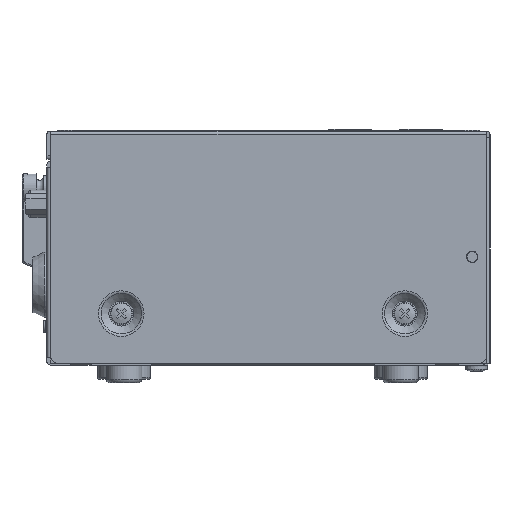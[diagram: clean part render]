
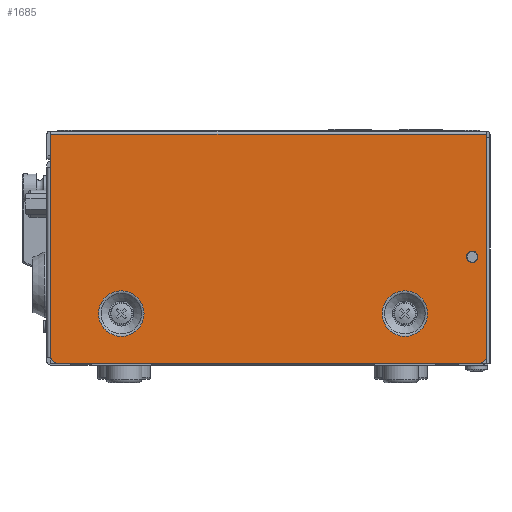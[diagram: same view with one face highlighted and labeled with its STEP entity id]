
A CAD part, left-side view. The second image highlights one B-rep face of the part: STEP entity #1685.
In plain terms, the highlighted planar face has unit normal (-1, 0, 0).
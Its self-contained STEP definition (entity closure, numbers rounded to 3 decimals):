
#1685 = ADVANCED_FACE( '', ( #4384, #4385, #4386, #4387 ), #4388, .F. );
#4384 = FACE_BOUND( '', #8400, .T. );
#4385 = FACE_BOUND( '', #8401, .T. );
#4386 = FACE_BOUND( '', #8402, .T. );
#4387 = FACE_OUTER_BOUND( '', #8403, .T. );
#4388 = PLANE( '', #8404 );
#8400 = EDGE_LOOP( '', ( #14287 ) );
#8401 = EDGE_LOOP( '', ( #14288 ) );
#8402 = EDGE_LOOP( '', ( #14289 ) );
#8403 = EDGE_LOOP( '', ( #14290, #14291, #14292, #14293, #14294, #14295 ) );
#8404 = AXIS2_PLACEMENT_3D( '', #14296, #14297, #14298 );
#14287 = ORIENTED_EDGE( '', *, *, #23342, .T. );
#14288 = ORIENTED_EDGE( '', *, *, #23343, .F. );
#14289 = ORIENTED_EDGE( '', *, *, #23012, .F. );
#14290 = ORIENTED_EDGE( '', *, *, #23344, .T. );
#14291 = ORIENTED_EDGE( '', *, *, #22281, .F. );
#14292 = ORIENTED_EDGE( '', *, *, #23345, .F. );
#14293 = ORIENTED_EDGE( '', *, *, #23142, .T. );
#14294 = ORIENTED_EDGE( '', *, *, #23346, .F. );
#14295 = ORIENTED_EDGE( '', *, *, #23347, .T. );
#14296 = CARTESIAN_POINT( '', ( -6., -8., 56.4 ) );
#14297 = DIRECTION( '', ( 1., 0., 0. ) );
#14298 = DIRECTION( '', ( 0., 1., 0. ) );
#22281 = EDGE_CURVE( '', #26272, #26275, #26276, .T. );
#23012 = EDGE_CURVE( '', #27540, #27540, #27541, .T. );
#23142 = EDGE_CURVE( '', #27754, #27756, #27758, .T. );
#23342 = EDGE_CURVE( '', #28074, #28074, #28075, .T. );
#23343 = EDGE_CURVE( '', #28076, #28076, #28077, .T. );
#23344 = EDGE_CURVE( '', #28078, #26275, #28079, .T. );
#23345 = EDGE_CURVE( '', #27754, #26272, #28080, .T. );
#23346 = EDGE_CURVE( '', #28081, #27756, #28082, .T. );
#23347 = EDGE_CURVE( '', #28081, #28078, #28083, .T. );
#26272 = VERTEX_POINT( '', #32054 );
#26275 = VERTEX_POINT( '', #32058 );
#26276 = CIRCLE( '', #32059, 2. );
#27540 = VERTEX_POINT( '', #33781 );
#27541 = CIRCLE( '', #33782, 6.414 );
#27754 = VERTEX_POINT( '', #34092 );
#27756 = VERTEX_POINT( '', #34095 );
#27758 = CIRCLE( '', #34098, 2. );
#28074 = VERTEX_POINT( '', #34587 );
#28075 = CIRCLE( '', #34588, 1.6 );
#28076 = VERTEX_POINT( '', #34589 );
#28077 = CIRCLE( '', #34590, 6.414 );
#28078 = VERTEX_POINT( '', #34591 );
#28079 = LINE( '', #34592, #34593 );
#28080 = LINE( '', #34594, #34595 );
#28081 = VERTEX_POINT( '', #34596 );
#28082 = LINE( '', #34597, #34598 );
#28083 = LINE( '', #34599, #34600 );
#32054 = CARTESIAN_POINT( '', ( -6., 113.7, -7.1 ) );
#32058 = CARTESIAN_POINT( '', ( -6., 115.7, -5.1 ) );
#32059 = AXIS2_PLACEMENT_3D( '', #40017, #40018, #40019 );
#33781 = CARTESIAN_POINT( '', ( -6., 102.214, 6.9 ) );
#33782 = AXIS2_PLACEMENT_3D( '', #41055, #41056, #41057 );
#34092 = CARTESIAN_POINT( '', ( -6., -5.2, -7.1 ) );
#34095 = CARTESIAN_POINT( '', ( -6., -7.2, -5.1 ) );
#34098 = AXIS2_PLACEMENT_3D( '', #41209, #41210, #41211 );
#34587 = CARTESIAN_POINT( '', ( -6., -1.6, 22.9 ) );
#34588 = AXIS2_PLACEMENT_3D( '', #41434, #41435, #41436 );
#34589 = CARTESIAN_POINT( '', ( -6., 22.214, 6.9 ) );
#34590 = AXIS2_PLACEMENT_3D( '', #41437, #41438, #41439 );
#34591 = CARTESIAN_POINT( '', ( -6., 115.7, 57.5 ) );
#34592 = CARTESIAN_POINT( '', ( -6., 115.7, 56.4 ) );
#34593 = VECTOR( '', #41440, 1000. );
#34594 = CARTESIAN_POINT( '', ( -6., -8., -7.1 ) );
#34595 = VECTOR( '', #41441, 1000. );
#34596 = CARTESIAN_POINT( '', ( -6., -7.2, 57.5 ) );
#34597 = CARTESIAN_POINT( '', ( -6., -7.2, 56.4 ) );
#34598 = VECTOR( '', #41442, 1000. );
#34599 = CARTESIAN_POINT( '', ( -6., -7.645, 57.5 ) );
#34600 = VECTOR( '', #41443, 1000. );
#40017 = CARTESIAN_POINT( '', ( -6., 113.7, -5.1 ) );
#40018 = DIRECTION( '', ( 1., 0., 0. ) );
#40019 = DIRECTION( '', ( 0., -1., 0. ) );
#41055 = CARTESIAN_POINT( '', ( -6., 95.8, 6.9 ) );
#41056 = DIRECTION( '', ( -1., 0., 0. ) );
#41057 = DIRECTION( '', ( 0., 1., 0. ) );
#41209 = CARTESIAN_POINT( '', ( -6., -5.2, -5.1 ) );
#41210 = DIRECTION( '', ( -1., 0., 0. ) );
#41211 = DIRECTION( '', ( 0., 1., 0. ) );
#41434 = CARTESIAN_POINT( '', ( -6., -3.2, 22.9 ) );
#41435 = DIRECTION( '', ( 1., 0., 0. ) );
#41436 = DIRECTION( '', ( 0., 1., 0. ) );
#41437 = CARTESIAN_POINT( '', ( -6., 15.8, 6.9 ) );
#41438 = DIRECTION( '', ( -1., 0., 0. ) );
#41439 = DIRECTION( '', ( 0., 1., 0. ) );
#41440 = DIRECTION( '', ( 0., 0., -1. ) );
#41441 = DIRECTION( '', ( 0., 1., 0. ) );
#41442 = DIRECTION( '', ( 0., 0., -1. ) );
#41443 = DIRECTION( '', ( 0., 1., 0. ) );
